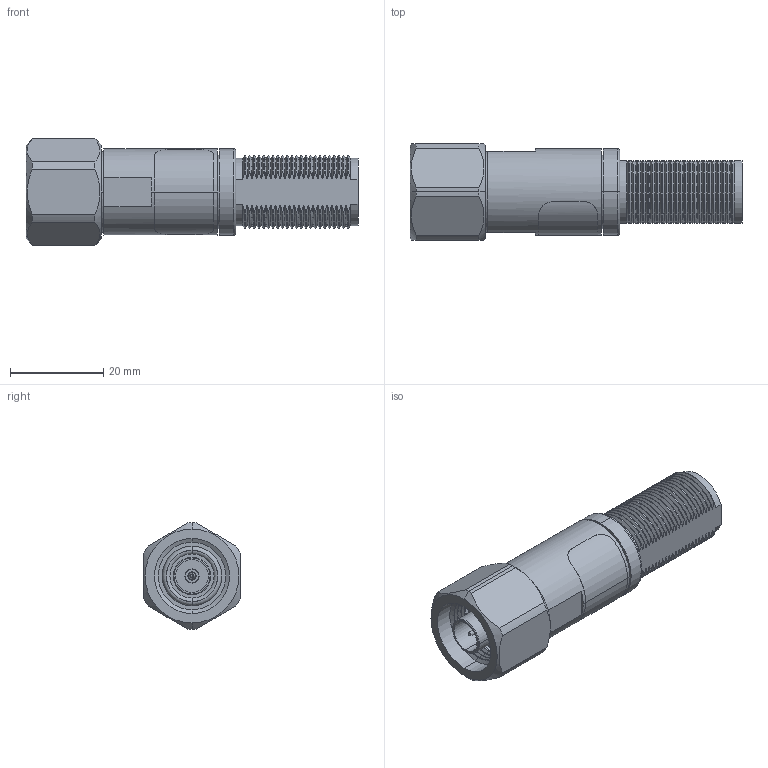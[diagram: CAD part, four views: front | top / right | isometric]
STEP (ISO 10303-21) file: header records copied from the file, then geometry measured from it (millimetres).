
FILE_DESCRIPTION (( 'STEP AP203' ), '1' );
FILE_NAME ('FMSP1049.step', '2018-07-17T15:21:11', ( '' ), ( '' ), 'SwSTEP 2.0', 'SolidWorks 2017', '' );
FILE_SCHEMA (( 'CONFIG_CONTROL_DESIGN' ));
Length unit declared in the file: inch
Products named in the file (14): 2811-0011; 7040-0065; 4052-0010; 1502-0708; 1909-0001; 9090-2012; 5800-0099; 7040-0049; FMSP1049; 2003-1052_CURVED2; 2801-9010; 5800-0095; 2802-9000; 2811-0002
Assembly tree (13 placements, depth 3):
  FMSP1049
    2003-1052_CURVED2
    9090-2012
      2802-9000
      2801-9010
      2811-0011
      2811-0002
      1909-0001
      1502-0708
      7040-0049
      5800-0099
      5800-0095
      4052-0010
      7040-0065
Bounding box: 71.33 x 20.64 x 22.86 mm (x, y, z)
Volume: 12483.7 mm3; surface area: 13992.4 mm2
Topology: 12 solids, 12 shells, 749 faces, 1779 edges, 1080 vertices
Faces by surface type: cylinder 348, cone 280, plane 89, torus 32
Entity records: 23568 total; most frequent: CARTESIAN_POINT 4503, DIRECTION 3958, ORIENTED_EDGE 3546, EDGE_CURVE 1773, AXIS2_PLACEMENT_3D 1631, VERTEX_POINT 1080, CIRCLE 865, EDGE_LOOP 795
